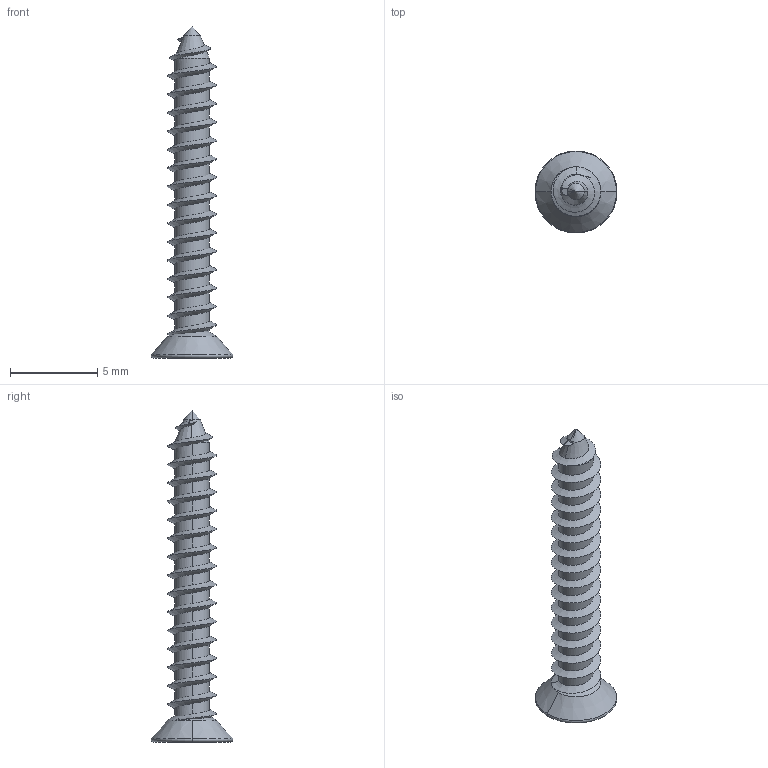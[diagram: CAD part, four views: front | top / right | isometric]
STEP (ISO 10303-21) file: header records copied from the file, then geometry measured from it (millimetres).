
FILE_DESCRIPTION (( 'STEP AP203' ), '1' );
FILE_NAME ('B00GI63Y1W.3D.STEP', '2014-02-07T08:26:28', ( 'COMP' ), ( 'KTL' ), 'SwSTEP 2.0', 'SolidWorks 2010', '' );
FILE_SCHEMA (( 'CONFIG_CONTROL_DESIGN' ));
Length unit declared in the file: inch
Products named in the file (1): B00GI63Y1W.3D
Bounding box: 4.7 x 4.7 x 19.05 mm (x, y, z)
Volume: 75.9 mm3; surface area: 223.6 mm2
Topology: 1 solids, 1 shells, 74 faces, 204 edges, 129 vertices
Faces by surface type: cylinder 32, plane 22, cone 14, bspline 4, torus 2
Entity records: 6283 total; most frequent: CARTESIAN_POINT 4601, ORIENTED_EDGE 400, DIRECTION 262, EDGE_CURVE 200, VERTEX_POINT 129, AXIS2_PLACEMENT_3D 88, VECTOR 86, LINE 86
